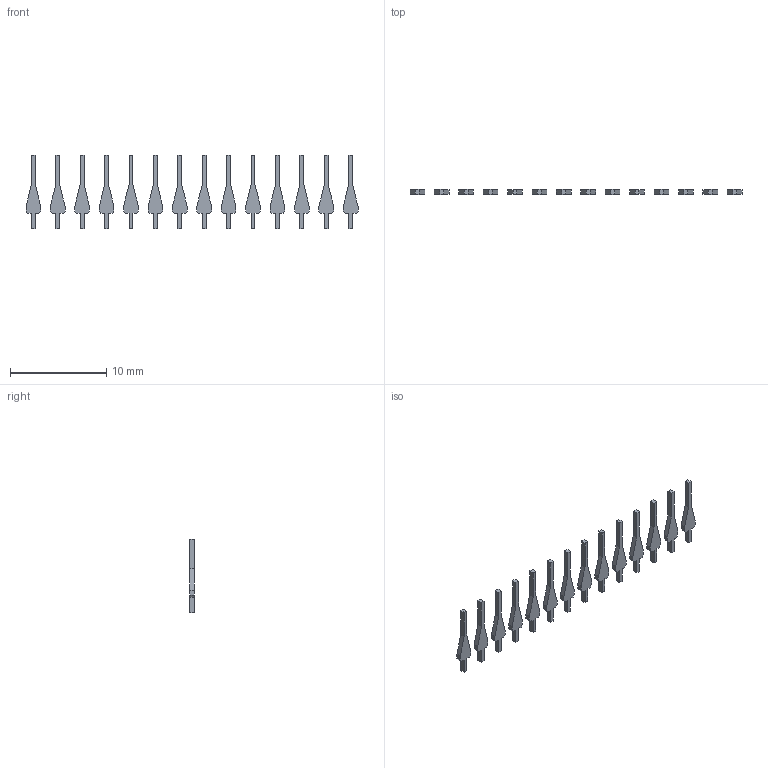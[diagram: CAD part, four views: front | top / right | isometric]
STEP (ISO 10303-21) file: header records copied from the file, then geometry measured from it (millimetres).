
FILE_DESCRIPTION(('FreeCAD Model'),'2;1');
FILE_NAME('FLIP-PINS-14.step','2016-09-11T00:36:38',( 'Author'),(''),'Open CASCADE STEP processor 6.8','FreeCAD','Unknown' );
FILE_SCHEMA(('AUTOMOTIVE_DESIGN_CC2 { 1 2 10303 214 -1 1 5 4 }'));
Length unit declared in the file: millimetre
Products named in the file (2): ASSEMBLY; FLIP-PINS-14
Assembly tree (1 placements, depth 2):
  ASSEMBLY
    FLIP-PINS-14
Bounding box: 34.54 x 0.51 x 7.62 mm (x, y, z)
Volume: 36.3 mm3; surface area: 264.3 mm2
Topology: 14 solids, 14 shells, 224 faces, 588 edges, 392 vertices
Faces by surface type: plane 224
Entity records: 14526 total; most frequent: CARTESIAN_POINT 2382, DIRECTION 2216, LINE 1764, VECTOR 1764, ORIENTED_EDGE 1176, PCURVE 1176, DEFINITIONAL_REPRESENTATION 1176, EDGE_CURVE 588
